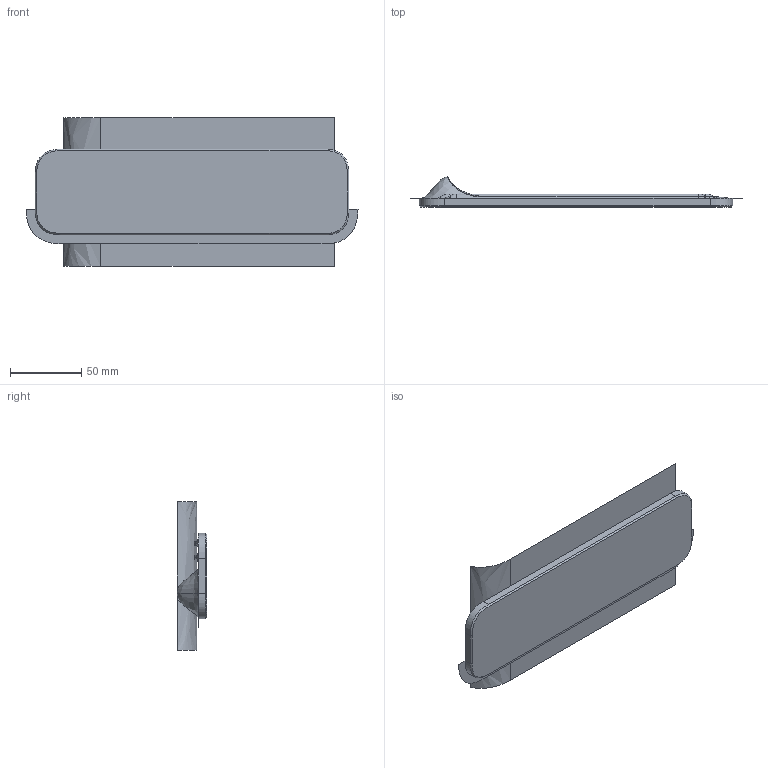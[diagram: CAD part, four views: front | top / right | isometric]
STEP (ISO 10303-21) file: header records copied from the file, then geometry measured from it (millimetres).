
FILE_DESCRIPTION((''),'2;1');
FILE_NAME('INCENSEHOLDER','2025-03-13T10:19:24',('Xiangyu Su'),(''),'CREO PARAMETRIC BY PTC INC, 2024063','CREO PARAMETRIC BY PTC INC, 2024063','');
FILE_SCHEMA(('CONFIG_CONTROL_DESIGN'));
Length unit declared in the file: millimetre
Products named in the file (1): INCENSEHOLDER
Bounding box: 232.8 x 21 x 104 mm (x, y, z)
Volume: 74666.7 mm3; surface area: 53570.5 mm2
Topology: 1 solids, 3 shells, 64 faces, 160 edges, 102 vertices
Faces by surface type: bspline 36, extrusion 13, plane 13, cylinder 2
Entity records: 6028 total; most frequent: CARTESIAN_POINT 4788, ORIENTED_EDGE 310, EDGE_CURVE 160, B_SPLINE_CURVE_WITH_KNOTS 120, DIRECTION 104, VERTEX_POINT 102, EDGE_LOOP 66, FACE_OUTER_BOUND 64
